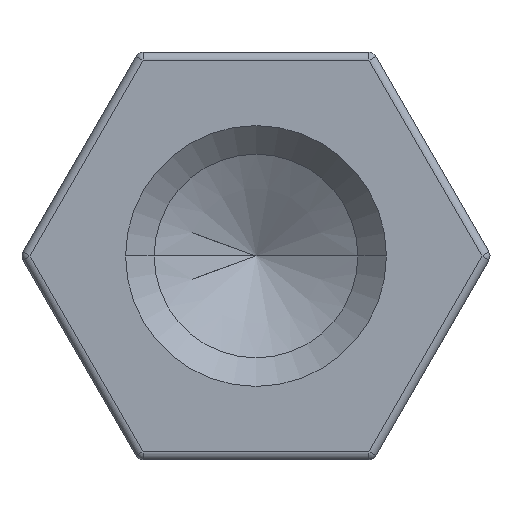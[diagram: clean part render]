
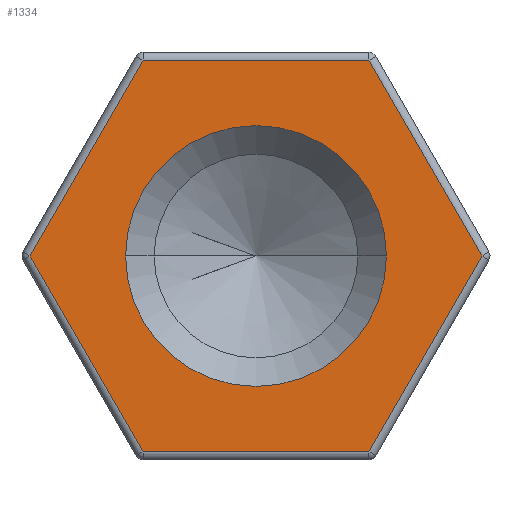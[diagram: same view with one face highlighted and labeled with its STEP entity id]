
A CAD part, left-side view. The second image highlights one B-rep face of the part: STEP entity #1334.
In plain terms, the highlighted planar face has unit normal (-1, 0, 0).
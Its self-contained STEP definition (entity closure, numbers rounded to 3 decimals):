
#46 = DIRECTION ( 'NONE',  ( 0., 1., 0. ) ) ;
#85 = AXIS2_PLACEMENT_3D ( 'NONE', #521, #481, #437 ) ;
#103 = CARTESIAN_POINT ( 'NONE',  ( 0., 2.078, -1.2 ) ) ;
#117 = AXIS2_PLACEMENT_3D ( 'NONE', #1118, #1271, #1105 ) ;
#119 = EDGE_CURVE ( 'NONE', #732, #767, #1173, .T. ) ;
#135 = CARTESIAN_POINT ( 'NONE',  ( 0., 1.386, -2.4 ) ) ;
#137 = CARTESIAN_POINT ( 'NONE',  ( 0., -2.078, 1.2 ) ) ;
#141 = CARTESIAN_POINT ( 'NONE',  ( 0., -2.771, 0. ) ) ;
#168 = DIRECTION ( 'NONE',  ( 0., -0.5, -0.866 ) ) ;
#191 = CARTESIAN_POINT ( 'NONE',  ( 0., 1.6, 0. ) ) ;
#231 = EDGE_CURVE ( 'NONE', #1170, #949, #693, .T. ) ;
#241 = EDGE_CURVE ( 'NONE', #587, #1170, #466, .T. ) ;
#247 = EDGE_CURVE ( 'NONE', #949, #783, #458, .T. ) ;
#248 = EDGE_CURVE ( 'NONE', #772, #587, #453, .T. ) ;
#256 = EDGE_CURVE ( 'NONE', #767, #732, #463, .T. ) ;
#266 = CARTESIAN_POINT ( 'NONE',  ( 0., -1.6, 0. ) ) ;
#281 = CARTESIAN_POINT ( 'NONE',  ( 0., -1.386, -2.4 ) ) ;
#312 = VECTOR ( 'NONE', #1121, 1000. ) ;
#325 = LINE ( 'NONE', #1182, #312 ) ;
#327 = VECTOR ( 'NONE', #1126, 1000. ) ;
#343 = LINE ( 'NONE', #1128, #327 ) ;
#354 = EDGE_CURVE ( 'NONE', #783, #680, #343, .T. ) ;
#360 = EDGE_CURVE ( 'NONE', #680, #772, #325, .T. ) ;
#362 = CARTESIAN_POINT ( 'NONE',  ( 0., -1.386, 2.4 ) ) ;
#430 = DIRECTION ( 'NONE',  ( 1., 0., 0. ) ) ;
#437 = DIRECTION ( 'NONE',  ( 0., 1., 0. ) ) ;
#448 = VECTOR ( 'NONE', #554, 1000. ) ;
#451 = VECTOR ( 'NONE', #168, 1000. ) ;
#453 = LINE ( 'NONE', #137, #448 ) ;
#456 = VECTOR ( 'NONE', #46, 1000. ) ;
#458 = LINE ( 'NONE', #103, #451 ) ;
#460 = VECTOR ( 'NONE', #1229, 1000. ) ;
#463 = CIRCLE ( 'NONE', #85, 1.6 ) ;
#466 = LINE ( 'NONE', #586, #456 ) ;
#481 = DIRECTION ( 'NONE',  ( 1., 0., 0. ) ) ;
#521 = CARTESIAN_POINT ( 'NONE',  ( 0., 0., 0. ) ) ;
#548 = CARTESIAN_POINT ( 'NONE',  ( 0., 2.771, 0. ) ) ;
#554 = DIRECTION ( 'NONE',  ( 0., 0.5, 0.866 ) ) ;
#586 = CARTESIAN_POINT ( 'NONE',  ( 0., 0., 2.4 ) ) ;
#587 = VERTEX_POINT ( 'NONE', #362 ) ;
#660 = ORIENTED_EDGE ( 'NONE', *, *, #119, .T. ) ;
#661 = ORIENTED_EDGE ( 'NONE', *, *, #256, .T. ) ;
#680 = VERTEX_POINT ( 'NONE', #281 ) ;
#683 = ORIENTED_EDGE ( 'NONE', *, *, #360, .T. ) ;
#687 = ORIENTED_EDGE ( 'NONE', *, *, #354, .T. ) ;
#689 = ORIENTED_EDGE ( 'NONE', *, *, #247, .T. ) ;
#693 = LINE ( 'NONE', #1405, #460 ) ;
#696 = ORIENTED_EDGE ( 'NONE', *, *, #231, .T. ) ;
#713 = ORIENTED_EDGE ( 'NONE', *, *, #241, .T. ) ;
#719 = ORIENTED_EDGE ( 'NONE', *, *, #248, .T. ) ;
#732 = VERTEX_POINT ( 'NONE', #266 ) ;
#747 = PLANE ( 'NONE',  #1383 ) ;
#760 = FACE_BOUND ( 'NONE', #881, .T. ) ;
#767 = VERTEX_POINT ( 'NONE', #191 ) ;
#772 = VERTEX_POINT ( 'NONE', #141 ) ;
#783 = VERTEX_POINT ( 'NONE', #135 ) ;
#881 = EDGE_LOOP ( 'NONE', ( #661, #660 ) ) ;
#933 = EDGE_LOOP ( 'NONE', ( #719, #713, #696, #689, #687, #683 ) ) ;
#949 = VERTEX_POINT ( 'NONE', #548 ) ;
#1105 = DIRECTION ( 'NONE',  ( 0., 1., 0. ) ) ;
#1118 = CARTESIAN_POINT ( 'NONE',  ( 0., 0., 0. ) ) ;
#1121 = DIRECTION ( 'NONE',  ( 0., -0.5, 0.866 ) ) ;
#1126 = DIRECTION ( 'NONE',  ( 0., -1., 0. ) ) ;
#1128 = CARTESIAN_POINT ( 'NONE',  ( 0., 0., -2.4 ) ) ;
#1170 = VERTEX_POINT ( 'NONE', #1374 ) ;
#1173 = CIRCLE ( 'NONE', #117, 1.6 ) ;
#1182 = CARTESIAN_POINT ( 'NONE',  ( 0., -2.078, -1.2 ) ) ;
#1229 = DIRECTION ( 'NONE',  ( 0., 0.5, -0.866 ) ) ;
#1271 = DIRECTION ( 'NONE',  ( 1., 0., 0. ) ) ;
#1280 = CARTESIAN_POINT ( 'NONE',  ( 0., 0., 0. ) ) ;
#1291 = FACE_OUTER_BOUND ( 'NONE', #933, .T. ) ;
#1334 = ADVANCED_FACE ( 'NONE', ( #1291, #760 ), #747, .F. ) ;
#1359 = DIRECTION ( 'NONE',  ( 0., 1., 0. ) ) ;
#1374 = CARTESIAN_POINT ( 'NONE',  ( 0., 1.386, 2.4 ) ) ;
#1383 = AXIS2_PLACEMENT_3D ( 'NONE', #1280, #430, #1359 ) ;
#1405 = CARTESIAN_POINT ( 'NONE',  ( 0., 2.078, 1.2 ) ) ;
